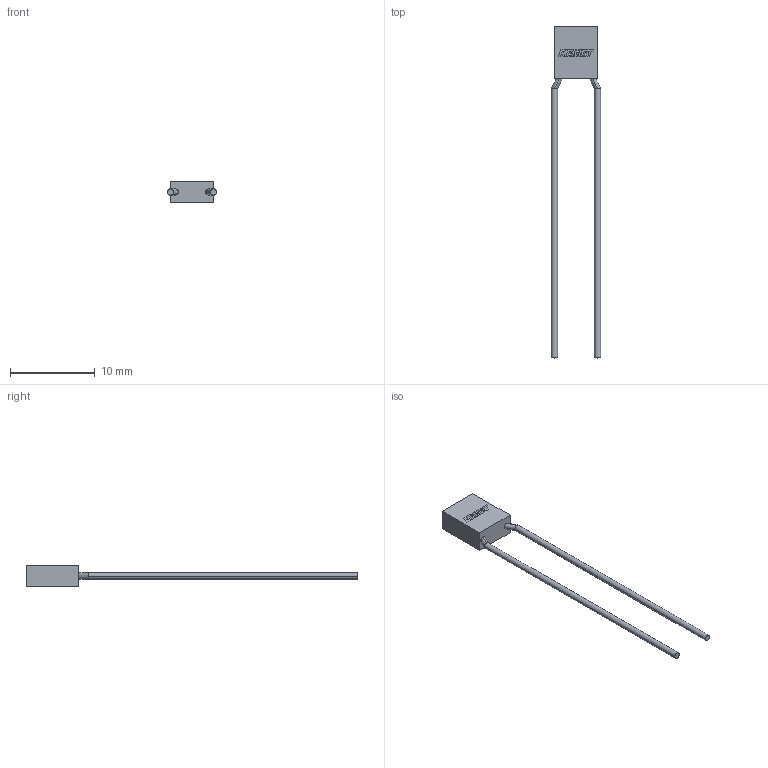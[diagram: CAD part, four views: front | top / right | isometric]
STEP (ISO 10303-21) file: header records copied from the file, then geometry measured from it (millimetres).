
FILE_DESCRIPTION (( 'STEP AP214' ), '1' );
FILE_NAME ('CCR_RMHS_C052_L5.08H6.22T2.54S5.08LL31.75F0.737G1.14.STEP', '2019-02-26T22:50:23', ( '' ), ( '' ), 'SwSTEP 2.0', 'SolidWorks 2014', '' );
FILE_SCHEMA (( 'AUTOMOTIVE_DESIGN' ));
Length unit declared in the file: millimetre
Products named in the file (1): CCR_RMHS_C052_L5.08H6.22T2.54S5.08LL31.75F0.737G1.14
Bounding box: 5.82 x 39.11 x 2.54 mm (x, y, z)
Volume: 108.3 mm3; surface area: 277.2 mm2
Topology: 4 solids, 4 shells, 73 faces, 189 edges, 126 vertices
Faces by surface type: plane 65, bspline 4, cylinder 4
Entity records: 2448 total; most frequent: CARTESIAN_POINT 417, ORIENTED_EDGE 378, DIRECTION 345, EDGE_CURVE 189, VECTOR 173, LINE 173, VERTEX_POINT 126, AXIS2_PLACEMENT_3D 86
